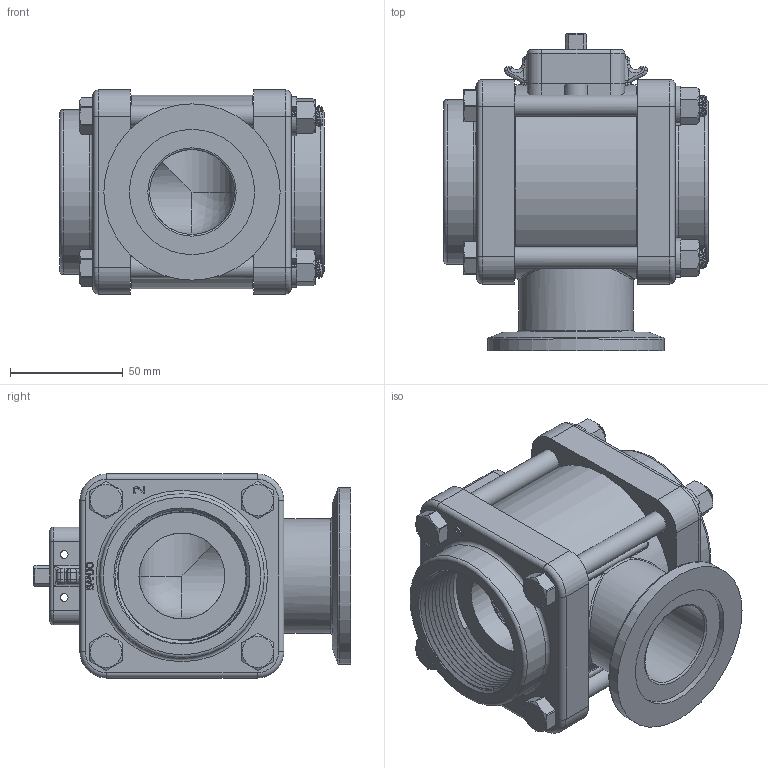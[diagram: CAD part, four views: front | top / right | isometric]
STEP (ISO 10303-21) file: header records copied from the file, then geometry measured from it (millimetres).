
FILE_DESCRIPTION(/* description */ ('EVX 2" NPT SP BL VALVE ONLY'),/* implementation_level */ '2;1');
FILE_NAME(/* name */ 'EVX200BLX.stp',/* time_stamp */ '2019-09-23T13:48:48-04:00',/* author */ ('CPM'),/* organization */ (''),/* preprocessor_version */ 'ST-DEVELOPER v17.2',/* originating_system */ 'Autodesk Inventor 2019',/* authorisation */ '');
FILE_SCHEMA (('AUTOMOTIVE_DESIGN { 1 0 10303 214 3 1 1 }'));
Length unit declared in the file: inch
Products named in the file (13): EVX200BLX; MEVX20354AB; MEVX20354ABX; V20017; V20018; V20019; VE20258A; VE20264; VE20256A; VX20256; VE20355; EVP20151A; AQ206V
Assembly tree (24 placements, depth 3):
  EVX200BLX
    MEVX20354AB
      MEVX20354ABX
    V20017  x4
    V20018  x4
    V20019  x4
    VE20258A  x2
    VE20264  x2
    VE20256A  x2
      VX20256
    VE20355
    EVP20151A
    AQ206V
Bounding box: 117.3 x 140.67 x 90.42 mm (x, y, z)
Volume: 536728.3 mm3; surface area: 174496.2 mm2
Topology: 22 solids, 22 shells, 1296 faces, 3349 edges, 2139 vertices
Faces by surface type: cylinder 405, plane 340, cone 297, bspline 160, torus 80, sphere 14
Full cylindrical faces by diameter (mm): 3.429 x4, 8.236 x60, 9.525 x60, 10.312 x8, 13.665 x1, 19.177 x2, 19.304 x1, 25.4 x1, 25.908 x1, 37.592 x1, 37.973 x2, 38.1 x5, 50.546 x2, 50.673 x2, 50.8 x1, 55.499 x1, 56.791 x16, 57.404 x2, 65.024 x1, 71.425 x2, 72.898 x2, 77.8 x2, 78.08 x1, 79.502 x2, 79.756 x2, 85.852 x1
Entity records: 26286 total; most frequent: CARTESIAN_POINT 10286, ORIENTED_EDGE 3330, DIRECTION 3147, EDGE_CURVE 1665, AXIS2_PLACEMENT_3D 1256, VERTEX_POINT 1060, EDGE_LOOP 719, FACE_OUTER_BOUND 654
